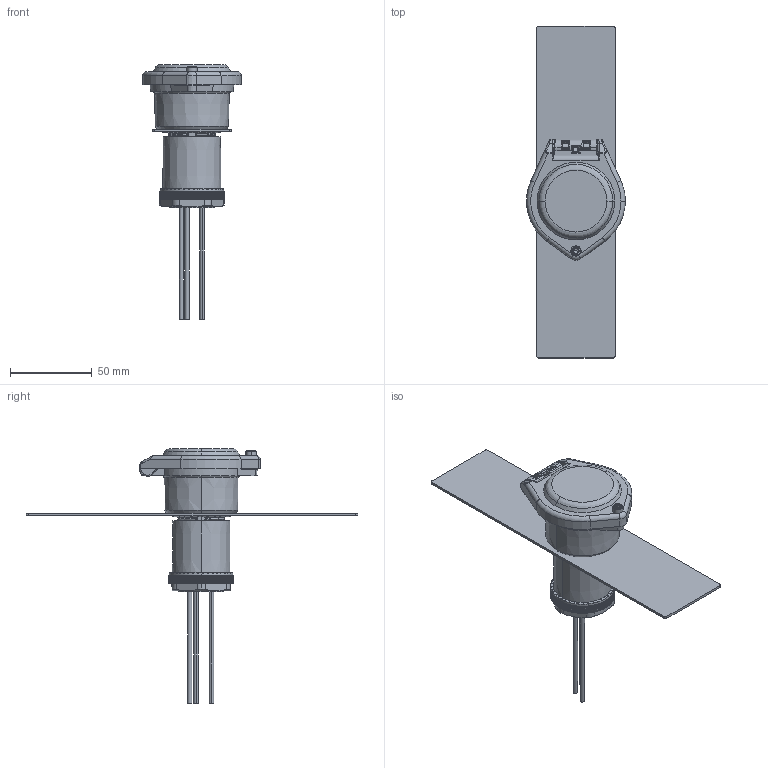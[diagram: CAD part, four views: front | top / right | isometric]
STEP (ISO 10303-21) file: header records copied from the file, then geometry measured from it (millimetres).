
FILE_DESCRIPTION (( 'STEP AP203' ), '1' );
FILE_NAME ('R-3MT-VI-3K_10-DC3-SR-KIT-F_3D.STEP', '2024-04-09T19:42:42', ( '' ), ( '' ), 'SwSTEP 2.0', 'SolidWorks 2023', '' );
FILE_SCHEMA (( 'CONFIG_CONTROL_DESIGN' ));
Products named in the file (19): R-3MT-VI-xx3-xK_30mm_O-ring; R-3MT-VI-3K_10-DC3-SR-KIT-F_3D; Z-990-37P7X3P5A50-RING; Z-120-30MPESDOR-B; Z-120-30MPESDOR-C; R-3MT-VI-xx3-xK_FaceLabel_3 Test; R-3MT-VI-CAP_Closed; Z-990-31P5X2P5A70-RING; R-3MT-VI-xx3-xK_AlignmentPlate_3hole; Z-120-30X1-5-NUT; 30mm_O-ring; R-3MT-VI-3K_10-DC3-SR-KIT-F_FP060_1; R-3PESD_Assem_R-3MT-VI; Z-000-4401_2TCPTV; Z-004-440S51-INSERT; R-3MT-VI-xx3-xK_14GA_Wires_3 wire; 30MM shell_Solid; R-3MT-VI-xx3-xK_R-3MT-VI-xx3-xK; Z-120-30X31-SPACER
Assembly tree (18 placements, depth 4):
  R-3MT-VI-3K_10-DC3-SR-KIT-F_3D
    R-3MT-VI-3K_10-DC3-SR-KIT-F_FP060_1
    R-3MT-VI-CAP_Closed
      Z-120-30MPESDOR-B
      Z-004-440S51-INSERT
      Z-120-30MPESDOR-C
      Z-000-4401_2TCPTV
      Z-990-31P5X2P5A70-RING
      Z-990-37P7X3P5A50-RING
    R-3MT-VI-xx3-xK_R-3MT-VI-xx3-xK
      R-3PESD_Assem_R-3MT-VI
        30MM shell_Solid
        Z-120-30X1-5-NUT
        Z-120-30X31-SPACER
        30mm_O-ring
      R-3MT-VI-xx3-xK_30mm_O-ring
      R-3MT-VI-xx3-xK_14GA_Wires_3 wire
      R-3MT-VI-xx3-xK_FaceLabel_3 Test
      R-3MT-VI-xx3-xK_AlignmentPlate_3hole
Bounding box: 60.43 x 203.2 x 156.01 mm (x, y, z)
Volume: 119776.9 mm3; surface area: 82435.8 mm2
Topology: 15 solids, 18 shells, 2372 faces, 5989 edges, 3666 vertices
Faces by surface type: cylinder 731, plane 532, bspline 481, torus 342, cone 258, sphere 28
Entity records: 594530 total; most frequent: CARTESIAN_POINT 544338, ORIENTED_EDGE 11962, DIRECTION 7827, EDGE_CURVE 5981, VERTEX_POINT 3666, AXIS2_PLACEMENT_3D 3253, EDGE_LOOP 2445, ADVANCED_FACE 2372
